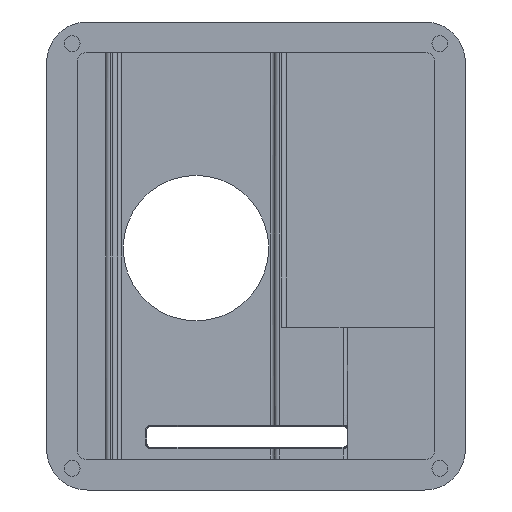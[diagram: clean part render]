
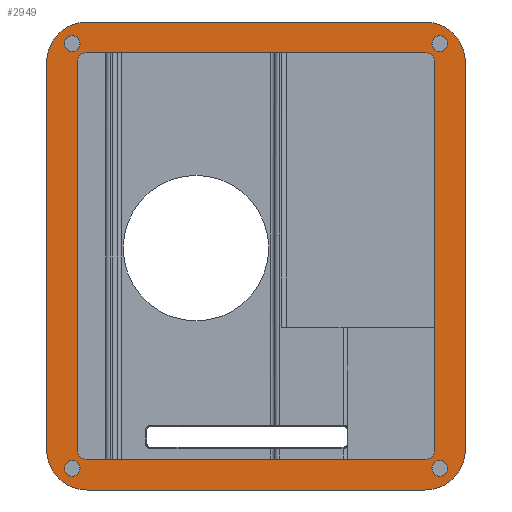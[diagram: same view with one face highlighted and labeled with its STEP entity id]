
A CAD part, left-side view. The second image highlights one B-rep face of the part: STEP entity #2949.
In plain terms, the highlighted planar face has unit normal (-1, 0, 0).
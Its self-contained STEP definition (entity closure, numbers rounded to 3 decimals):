
#211=CIRCLE('',#3119,2.);
#213=CIRCLE('',#3123,2.);
#215=CIRCLE('',#3127,2.);
#217=CIRCLE('',#3131,2.);
#219=CIRCLE('',#3135,10.3);
#220=CIRCLE('',#3136,10.3);
#221=CIRCLE('',#3137,10.3);
#222=CIRCLE('',#3138,10.3);
#223=CIRCLE('',#3139,2.3);
#224=CIRCLE('',#3140,2.3);
#225=CIRCLE('',#3141,2.3);
#226=CIRCLE('',#3142,2.3);
#239=FACE_BOUND('',#525,.T.);
#240=FACE_BOUND('',#526,.T.);
#241=FACE_BOUND('',#527,.T.);
#242=FACE_BOUND('',#528,.T.);
#243=FACE_BOUND('',#529,.T.);
#339=FACE_OUTER_BOUND('',#524,.T.);
#524=EDGE_LOOP('',(#2320,#2321,#2322,#2323,#2324,#2325,#2326,#2327));
#525=EDGE_LOOP('',(#2328));
#526=EDGE_LOOP('',(#2329));
#527=EDGE_LOOP('',(#2330));
#528=EDGE_LOOP('',(#2331));
#529=EDGE_LOOP('',(#2332,#2333,#2334,#2335,#2336,#2337,#2338,#2339));
#716=LINE('',#3969,#1013);
#728=LINE('',#3990,#1025);
#810=LINE('',#5924,#1107);
#811=LINE('',#5929,#1108);
#812=LINE('',#5932,#1109);
#813=LINE('',#5935,#1110);
#814=LINE('',#5939,#1111);
#815=LINE('',#5943,#1112);
#1013=VECTOR('',#3363,10.);
#1025=VECTOR('',#3381,10.);
#1107=VECTOR('',#3551,10.);
#1108=VECTOR('',#3556,10.);
#1109=VECTOR('',#3559,10.);
#1110=VECTOR('',#3560,10.);
#1111=VECTOR('',#3563,10.);
#1112=VECTOR('',#3566,10.);
#1273=VERTEX_POINT('',#3966);
#1274=VERTEX_POINT('',#3968);
#1279=VERTEX_POINT('',#3988);
#1280=VERTEX_POINT('',#3989);
#1364=VERTEX_POINT('',#5892);
#1366=VERTEX_POINT('',#5899);
#1368=VERTEX_POINT('',#5906);
#1370=VERTEX_POINT('',#5913);
#1372=VERTEX_POINT('',#5920);
#1373=VERTEX_POINT('',#5921);
#1374=VERTEX_POINT('',#5923);
#1375=VERTEX_POINT('',#5926);
#1376=VERTEX_POINT('',#5928);
#1377=VERTEX_POINT('',#5930);
#1378=VERTEX_POINT('',#5933);
#1379=VERTEX_POINT('',#5934);
#1380=VERTEX_POINT('',#5936);
#1381=VERTEX_POINT('',#5938);
#1382=VERTEX_POINT('',#5940);
#1383=VERTEX_POINT('',#5942);
#1563=EDGE_CURVE('',#1273,#1274,#716,.F.);
#1575=EDGE_CURVE('',#1279,#1280,#728,.T.);
#1702=EDGE_CURVE('',#1364,#1364,#211,.T.);
#1705=EDGE_CURVE('',#1366,#1366,#213,.T.);
#1708=EDGE_CURVE('',#1368,#1368,#215,.T.);
#1711=EDGE_CURVE('',#1370,#1370,#217,.T.);
#1714=EDGE_CURVE('',#1372,#1373,#219,.T.);
#1715=EDGE_CURVE('',#1374,#1372,#810,.T.);
#1716=EDGE_CURVE('',#1280,#1374,#220,.T.);
#1717=EDGE_CURVE('',#1375,#1279,#221,.T.);
#1718=EDGE_CURVE('',#1376,#1375,#811,.T.);
#1719=EDGE_CURVE('',#1377,#1376,#222,.T.);
#1720=EDGE_CURVE('',#1373,#1377,#812,.T.);
#1721=EDGE_CURVE('',#1378,#1379,#813,.F.);
#1722=EDGE_CURVE('',#1378,#1380,#223,.T.);
#1723=EDGE_CURVE('',#1381,#1380,#814,.F.);
#1724=EDGE_CURVE('',#1381,#1382,#224,.T.);
#1725=EDGE_CURVE('',#1383,#1382,#815,.F.);
#1726=EDGE_CURVE('',#1383,#1274,#225,.T.);
#1727=EDGE_CURVE('',#1273,#1379,#226,.T.);
#2320=ORIENTED_EDGE('',*,*,#1714,.F.);
#2321=ORIENTED_EDGE('',*,*,#1715,.F.);
#2322=ORIENTED_EDGE('',*,*,#1716,.F.);
#2323=ORIENTED_EDGE('',*,*,#1575,.F.);
#2324=ORIENTED_EDGE('',*,*,#1717,.F.);
#2325=ORIENTED_EDGE('',*,*,#1718,.F.);
#2326=ORIENTED_EDGE('',*,*,#1719,.F.);
#2327=ORIENTED_EDGE('',*,*,#1720,.F.);
#2328=ORIENTED_EDGE('',*,*,#1702,.T.);
#2329=ORIENTED_EDGE('',*,*,#1705,.T.);
#2330=ORIENTED_EDGE('',*,*,#1708,.T.);
#2331=ORIENTED_EDGE('',*,*,#1711,.T.);
#2332=ORIENTED_EDGE('',*,*,#1721,.F.);
#2333=ORIENTED_EDGE('',*,*,#1722,.T.);
#2334=ORIENTED_EDGE('',*,*,#1723,.F.);
#2335=ORIENTED_EDGE('',*,*,#1724,.T.);
#2336=ORIENTED_EDGE('',*,*,#1725,.F.);
#2337=ORIENTED_EDGE('',*,*,#1726,.T.);
#2338=ORIENTED_EDGE('',*,*,#1563,.F.);
#2339=ORIENTED_EDGE('',*,*,#1727,.T.);
#2825=PLANE('',#3134);
#2949=ADVANCED_FACE('',(#339,#239,#240,#241,#242,#243),#2825,.F.);
#3119=AXIS2_PLACEMENT_3D('',#5893,#3513,#3514);
#3123=AXIS2_PLACEMENT_3D('',#5900,#3522,#3523);
#3127=AXIS2_PLACEMENT_3D('',#5907,#3531,#3532);
#3131=AXIS2_PLACEMENT_3D('',#5914,#3540,#3541);
#3134=AXIS2_PLACEMENT_3D('',#5919,#3547,#3548);
#3135=AXIS2_PLACEMENT_3D('',#5922,#3549,#3550);
#3136=AXIS2_PLACEMENT_3D('',#5925,#3552,#3553);
#3137=AXIS2_PLACEMENT_3D('',#5927,#3554,#3555);
#3138=AXIS2_PLACEMENT_3D('',#5931,#3557,#3558);
#3139=AXIS2_PLACEMENT_3D('',#5937,#3561,#3562);
#3140=AXIS2_PLACEMENT_3D('',#5941,#3564,#3565);
#3141=AXIS2_PLACEMENT_3D('',#5944,#3567,#3568);
#3142=AXIS2_PLACEMENT_3D('',#5945,#3569,#3570);
#3363=DIRECTION('',(0.,0.,-1.));
#3381=DIRECTION('',(0.,0.,-1.));
#3513=DIRECTION('center_axis',(1.,0.,0.));
#3514=DIRECTION('ref_axis',(0.,0.,-1.));
#3522=DIRECTION('center_axis',(1.,0.,0.));
#3523=DIRECTION('ref_axis',(0.,0.,-1.));
#3531=DIRECTION('center_axis',(1.,0.,0.));
#3532=DIRECTION('ref_axis',(0.,0.,-1.));
#3540=DIRECTION('center_axis',(1.,0.,0.));
#3541=DIRECTION('ref_axis',(0.,0.,-1.));
#3547=DIRECTION('center_axis',(1.,0.,0.));
#3548=DIRECTION('ref_axis',(0.,0.,-1.));
#3549=DIRECTION('center_axis',(1.,0.,0.));
#3550=DIRECTION('ref_axis',(0.,1.,0.));
#3551=DIRECTION('',(0.,1.,0.));
#3552=DIRECTION('center_axis',(1.,0.,0.));
#3553=DIRECTION('ref_axis',(0.,0.,-1.));
#3554=DIRECTION('center_axis',(1.,0.,0.));
#3555=DIRECTION('ref_axis',(0.,-1.,0.));
#3556=DIRECTION('',(0.,-1.,0.));
#3557=DIRECTION('center_axis',(1.,0.,0.));
#3558=DIRECTION('ref_axis',(0.,0.,1.));
#3559=DIRECTION('',(0.,0.,1.));
#3560=DIRECTION('',(0.,1.,0.));
#3561=DIRECTION('center_axis',(1.,0.,0.));
#3562=DIRECTION('ref_axis',(0.,0.707,-0.707));
#3563=DIRECTION('',(0.,0.,1.));
#3564=DIRECTION('center_axis',(1.,0.,0.));
#3565=DIRECTION('ref_axis',(0.,0.707,0.707));
#3566=DIRECTION('',(0.,-1.,0.));
#3567=DIRECTION('center_axis',(1.,0.,0.));
#3568=DIRECTION('ref_axis',(0.,-0.707,0.707));
#3569=DIRECTION('center_axis',(1.,0.,0.));
#3570=DIRECTION('ref_axis',(0.,-0.707,-0.707));
#3966=CARTESIAN_POINT('',(-4.9,-18.7,-0.4));
#3968=CARTESIAN_POINT('',(-4.9,-18.7,98.4));
#3969=CARTESIAN_POINT('',(-4.9,-18.7,73.6));
#3988=CARTESIAN_POINT('',(-4.9,-26.5,98.2));
#3989=CARTESIAN_POINT('',(-4.9,-26.5,-0.2));
#3990=CARTESIAN_POINT('',(-4.9,-26.5,24.4));
#5892=CARTESIAN_POINT('',(-4.9,-20.,-3.));
#5893=CARTESIAN_POINT('Origin',(-4.9,-20.,-5.));
#5899=CARTESIAN_POINT('',(-4.9,73.5,-3.));
#5900=CARTESIAN_POINT('Origin',(-4.9,73.5,-5.));
#5906=CARTESIAN_POINT('',(-4.9,-20.,105.));
#5907=CARTESIAN_POINT('Origin',(-4.9,-20.,103.));
#5913=CARTESIAN_POINT('',(-4.9,73.5,105.));
#5914=CARTESIAN_POINT('Origin',(-4.9,73.5,103.));
#5919=CARTESIAN_POINT('Origin',(-4.9,26.754,49.));
#5920=CARTESIAN_POINT('',(-4.9,69.7,-10.5));
#5921=CARTESIAN_POINT('',(-4.9,80.,-0.2));
#5922=CARTESIAN_POINT('Origin',(-4.9,69.7,-0.2));
#5923=CARTESIAN_POINT('',(-4.9,-16.2,-10.5));
#5924=CARTESIAN_POINT('',(-4.9,48.227,-10.5));
#5925=CARTESIAN_POINT('Origin',(-4.9,-16.2,-0.2));
#5926=CARTESIAN_POINT('',(-4.9,-16.2,108.5));
#5927=CARTESIAN_POINT('Origin',(-4.9,-16.2,98.2));
#5928=CARTESIAN_POINT('',(-4.9,69.7,108.5));
#5929=CARTESIAN_POINT('',(-4.9,5.277,108.5));
#5930=CARTESIAN_POINT('',(-4.9,80.,98.2));
#5931=CARTESIAN_POINT('Origin',(-4.9,69.7,98.2));
#5932=CARTESIAN_POINT('',(-4.9,80.,73.6));
#5933=CARTESIAN_POINT('',(-4.9,69.9,-2.7));
#5934=CARTESIAN_POINT('',(-4.9,-16.4,-2.7));
#5935=CARTESIAN_POINT('',(-4.9,5.275,-2.7));
#5936=CARTESIAN_POINT('',(-4.9,72.2,-0.4));
#5937=CARTESIAN_POINT('Origin',(-4.9,69.9,-0.4));
#5938=CARTESIAN_POINT('',(-4.9,72.2,98.4));
#5939=CARTESIAN_POINT('',(-4.9,72.2,24.4));
#5940=CARTESIAN_POINT('',(-4.9,69.9,100.7));
#5941=CARTESIAN_POINT('Origin',(-4.9,69.9,98.4));
#5942=CARTESIAN_POINT('',(-4.9,-16.4,100.7));
#5943=CARTESIAN_POINT('',(-4.9,48.225,100.7));
#5944=CARTESIAN_POINT('Origin',(-4.9,-16.4,98.4));
#5945=CARTESIAN_POINT('Origin',(-4.9,-16.4,-0.4));
